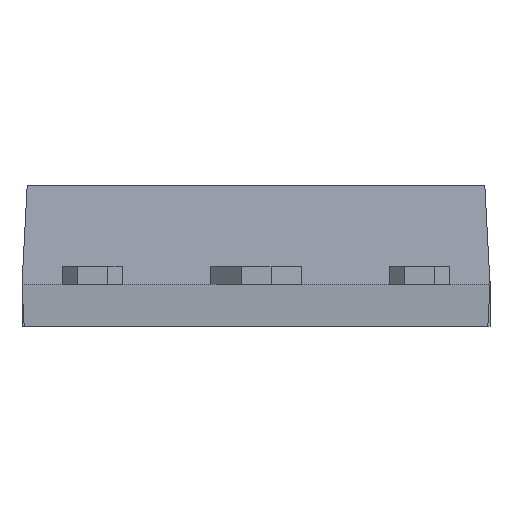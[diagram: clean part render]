
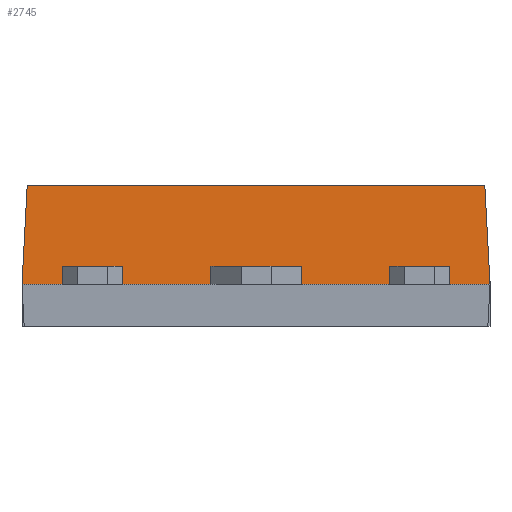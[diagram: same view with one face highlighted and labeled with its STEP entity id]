
A CAD part, front view. The second image highlights one B-rep face of the part: STEP entity #2745.
In plain terms, the highlighted planar face has unit normal (0, -0.999, 0.052).
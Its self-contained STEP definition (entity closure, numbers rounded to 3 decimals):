
#14 = LINE ( 'NONE', #2584, #2636 ) ;
#70 = EDGE_LOOP ( 'NONE', ( #780, #764, #2468, #3080 ) ) ;
#322 = CARTESIAN_POINT ( 'NONE',  ( 0., 0.173, 3.3 ) ) ;
#381 = PLANE ( 'NONE',  #2852 ) ;
#401 = FACE_OUTER_BOUND ( 'NONE', #70, .T. ) ;
#411 = DIRECTION ( 'NONE',  ( 0.052, -0.052, -0.997 ) ) ;
#427 = VECTOR ( 'NONE', #563, 1000. ) ;
#563 = DIRECTION ( 'NONE',  ( 1., 0., 0. ) ) ;
#662 = CARTESIAN_POINT ( 'NONE',  ( -7.627, 0.173, 3.3 ) ) ;
#764 = ORIENTED_EDGE ( 'NONE', *, *, #2949, .F. ) ;
#780 = ORIENTED_EDGE ( 'NONE', *, *, #2195, .T. ) ;
#939 = DIRECTION ( 'NONE',  ( 0., -0.999, 0.052 ) ) ;
#1029 = LINE ( 'NONE', #2049, #1362 ) ;
#1156 = CARTESIAN_POINT ( 'NONE',  ( 7.8, 0., 0. ) ) ;
#1232 = VECTOR ( 'NONE', #411, 1000. ) ;
#1332 = LINE ( 'NONE', #322, #427 ) ;
#1334 = VERTEX_POINT ( 'NONE', #2767 ) ;
#1362 = VECTOR ( 'NONE', #3065, 1000. ) ;
#1567 = CARTESIAN_POINT ( 'NONE',  ( 7.627, 0.173, 3.3 ) ) ;
#1723 = CARTESIAN_POINT ( 'NONE',  ( 7.8, 0., 0. ) ) ;
#1838 = VERTEX_POINT ( 'NONE', #1723 ) ;
#1922 = LINE ( 'NONE', #1156, #1232 ) ;
#1990 = EDGE_CURVE ( 'NONE', #2072, #1334, #1029, .T. ) ;
#2049 = CARTESIAN_POINT ( 'NONE',  ( -7.757, 0.043, 0.813 ) ) ;
#2066 = DIRECTION ( 'NONE',  ( 1., 0., 0. ) ) ;
#2072 = VERTEX_POINT ( 'NONE', #662 ) ;
#2195 = EDGE_CURVE ( 'NONE', #1334, #1838, #14, .T. ) ;
#2420 = CARTESIAN_POINT ( 'NONE',  ( 7.8, 0., 0. ) ) ;
#2468 = ORIENTED_EDGE ( 'NONE', *, *, #2492, .F. ) ;
#2492 = EDGE_CURVE ( 'NONE', #2072, #2919, #1332, .T. ) ;
#2584 = CARTESIAN_POINT ( 'NONE',  ( 7.8, 0., 0. ) ) ;
#2636 = VECTOR ( 'NONE', #2066, 1000. ) ;
#2745 = ADVANCED_FACE ( 'NONE', ( #401 ), #381, .T. ) ;
#2767 = CARTESIAN_POINT ( 'NONE',  ( -7.8, 0., 0. ) ) ;
#2852 = AXIS2_PLACEMENT_3D ( 'NONE', #2420, #939, #3233 ) ;
#2919 = VERTEX_POINT ( 'NONE', #1567 ) ;
#2949 = EDGE_CURVE ( 'NONE', #2919, #1838, #1922, .T. ) ;
#3065 = DIRECTION ( 'NONE',  ( -0.052, -0.052, -0.997 ) ) ;
#3080 = ORIENTED_EDGE ( 'NONE', *, *, #1990, .T. ) ;
#3233 = DIRECTION ( 'NONE',  ( 0., -0.052, -0.999 ) ) ;
